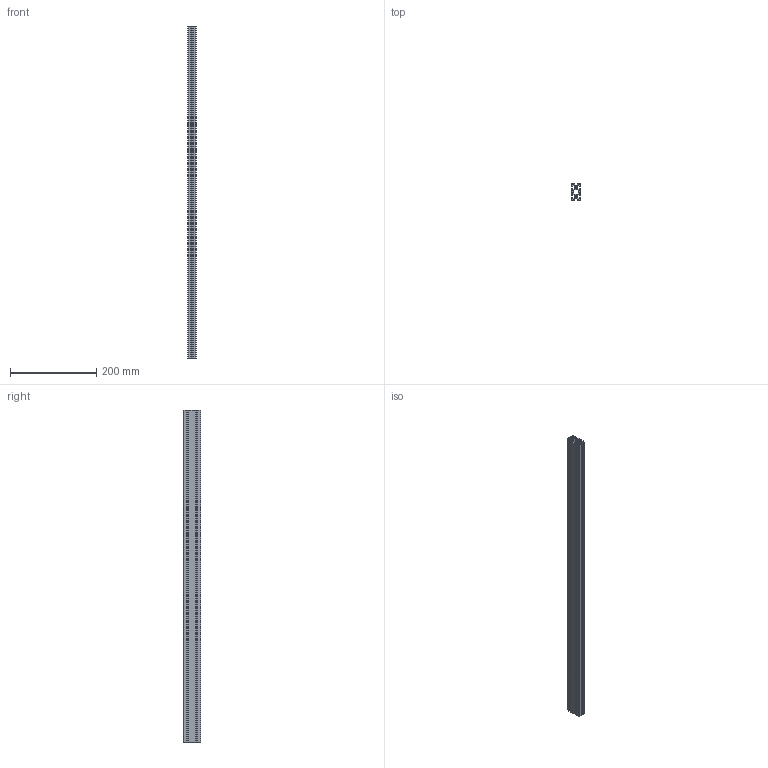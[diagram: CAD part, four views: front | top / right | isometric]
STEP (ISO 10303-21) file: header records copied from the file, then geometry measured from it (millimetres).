
FILE_DESCRIPTION (( 'STEP AP214' ), '1' );
FILE_NAME ('NFS5-2040-770_misumi.STEP', '2024-01-16T08:59:31', ( '' ), ( '' ), 'SwSTEP 2.0', 'SolidWorks 2023', '' );
FILE_SCHEMA (( 'AUTOMOTIVE_DESIGN' ));
Length unit declared in the file: millimetre
Products named in the file (1): NFS5-2040-770_misumi
Bounding box: 20 x 40 x 770 mm (x, y, z)
Volume: 248276 mm3; surface area: 242899.8 mm2
Topology: 1 solids, 1 shells, 138 faces, 408 edges, 272 vertices
Faces by surface type: plane 108, cylinder 30
Entity records: 4607 total; most frequent: CARTESIAN_POINT 819, ORIENTED_EDGE 816, DIRECTION 746, EDGE_CURVE 408, LINE 348, VECTOR 348, VERTEX_POINT 272, AXIS2_PLACEMENT_3D 199
